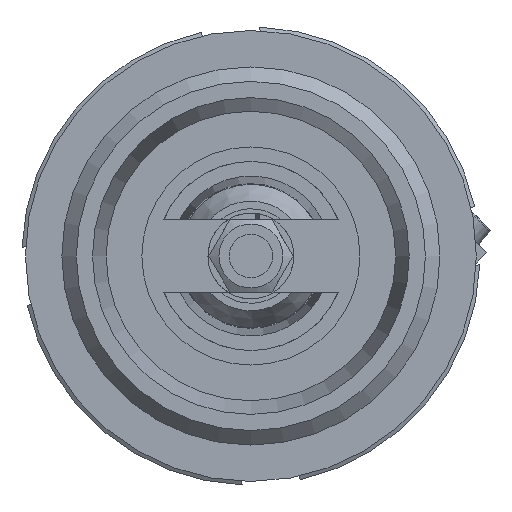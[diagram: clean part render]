
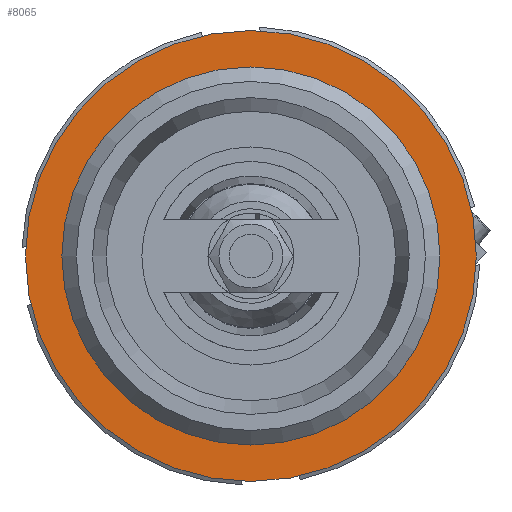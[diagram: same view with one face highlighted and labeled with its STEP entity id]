
A CAD part, left-side view. The second image highlights one B-rep face of the part: STEP entity #8065.
In plain terms, the highlighted planar face has unit normal (-1, 0, 0).
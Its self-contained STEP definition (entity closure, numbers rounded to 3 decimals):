
#8031=CARTESIAN_POINT('',(18.,24.,0.0));
#8032=VERTEX_POINT('',#8031);
#8033=CARTESIAN_POINT('',(18.,0.0,0.0));
#8034=DIRECTION('',(1.0,0.0,0.0));
#8035=DIRECTION('',(0.0,1.0,0.0));
#8036=AXIS2_PLACEMENT_3D('',#8033,#8034,#8035);
#8037=CIRCLE('',#8036,24.);
#8038=EDGE_CURVE('',#8032,#8032,#8037,.T.);
#8046=CARTESIAN_POINT('',(18.,27.5,0.0));
#8047=DIRECTION('',(-1.0,0.0,0.0));
#8048=DIRECTION('',(0.0,0.0,1.0));
#8049=AXIS2_PLACEMENT_3D('',#8046,#8047,#8048);
#8050=PLANE('',#8049);
#8051=CARTESIAN_POINT('',(18.,31.,0.0));
#8052=VERTEX_POINT('',#8051);
#8053=CARTESIAN_POINT('',(18.,0.0,0.0));
#8054=DIRECTION('',(1.0,0.0,0.0));
#8055=DIRECTION('',(0.0,1.0,0.0));
#8056=AXIS2_PLACEMENT_3D('',#8053,#8054,#8055);
#8057=CIRCLE('',#8056,31.);
#8058=EDGE_CURVE('',#8052,#8052,#8057,.T.);
#8059=ORIENTED_EDGE('',*,*,#8058,.F.);
#8060=EDGE_LOOP('',(#8059));
#8061=FACE_OUTER_BOUND('',#8060,.T.);
#8062=ORIENTED_EDGE('',*,*,#8038,.T.);
#8063=EDGE_LOOP('',(#8062));
#8064=FACE_BOUND('',#8063,.T.);
#8065=ADVANCED_FACE('',(#8061,#8064),#8050,.T.);
